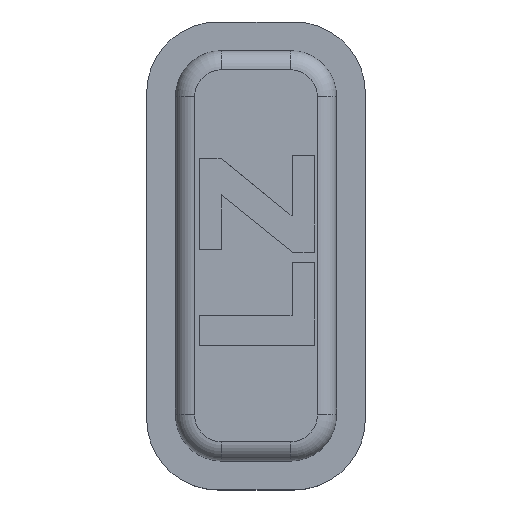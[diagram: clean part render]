
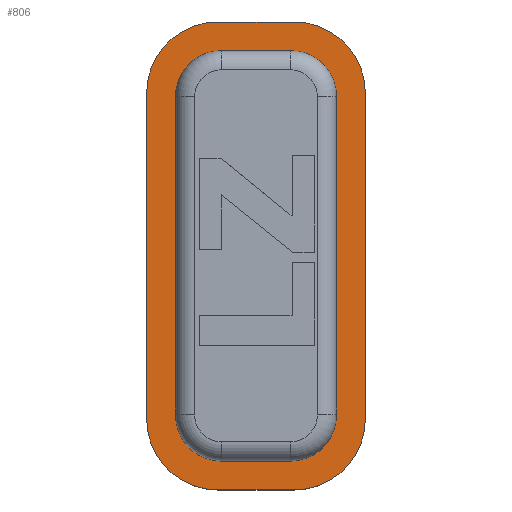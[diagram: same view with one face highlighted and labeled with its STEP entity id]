
A CAD part, top view. The second image highlights one B-rep face of the part: STEP entity #806.
In plain terms, the highlighted planar face has unit normal (0, 0, 1).
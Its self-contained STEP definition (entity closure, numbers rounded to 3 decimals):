
#16=FACE_BOUND('',#156,.T.);
#37=CIRCLE('',#852,1.2);
#38=CIRCLE('',#855,1.2);
#39=CIRCLE('',#860,1.2);
#40=CIRCLE('',#863,1.2);
#42=CIRCLE('',#867,1.85);
#44=CIRCLE('',#871,1.85);
#46=CIRCLE('',#875,1.85);
#48=CIRCLE('',#879,1.85);
#108=FACE_OUTER_BOUND('',#155,.T.);
#155=EDGE_LOOP('',(#717,#718,#719,#720,#721,#722,#723,#724));
#156=EDGE_LOOP('',(#725,#726,#727,#728,#729,#730,#731,#732));
#216=LINE('',#1270,#300);
#219=LINE('',#1278,#303);
#221=LINE('',#1284,#305);
#223=LINE('',#1290,#307);
#227=LINE('',#1301,#311);
#231=LINE('',#1313,#315);
#235=LINE('',#1325,#319);
#239=LINE('',#1337,#323);
#300=VECTOR('',#1033,10.);
#303=VECTOR('',#1042,10.);
#305=VECTOR('',#1048,10.);
#307=VECTOR('',#1056,10.);
#311=VECTOR('',#1066,10.);
#315=VECTOR('',#1078,10.);
#319=VECTOR('',#1090,10.);
#323=VECTOR('',#1102,10.);
#373=VERTEX_POINT('',#1262);
#374=VERTEX_POINT('',#1264);
#375=VERTEX_POINT('',#1268);
#376=VERTEX_POINT('',#1272);
#377=VERTEX_POINT('',#1276);
#378=VERTEX_POINT('',#1281);
#379=VERTEX_POINT('',#1283);
#380=VERTEX_POINT('',#1289);
#383=VERTEX_POINT('',#1298);
#384=VERTEX_POINT('',#1300);
#386=VERTEX_POINT('',#1306);
#388=VERTEX_POINT('',#1312);
#390=VERTEX_POINT('',#1318);
#392=VERTEX_POINT('',#1324);
#394=VERTEX_POINT('',#1330);
#396=VERTEX_POINT('',#1336);
#470=EDGE_CURVE('',#374,#373,#37,.T.);
#473=EDGE_CURVE('',#373,#375,#216,.T.);
#475=EDGE_CURVE('',#375,#376,#38,.T.);
#477=EDGE_CURVE('',#376,#377,#219,.T.);
#479=EDGE_CURVE('',#379,#378,#221,.T.);
#481=EDGE_CURVE('',#377,#379,#39,.T.);
#482=EDGE_CURVE('',#380,#374,#223,.T.);
#484=EDGE_CURVE('',#378,#380,#40,.T.);
#487=EDGE_CURVE('',#384,#383,#227,.T.);
#490=EDGE_CURVE('',#386,#384,#42,.T.);
#493=EDGE_CURVE('',#388,#386,#231,.T.);
#496=EDGE_CURVE('',#390,#388,#44,.T.);
#499=EDGE_CURVE('',#392,#390,#235,.T.);
#502=EDGE_CURVE('',#394,#392,#46,.T.);
#505=EDGE_CURVE('',#396,#394,#239,.T.);
#508=EDGE_CURVE('',#383,#396,#48,.T.);
#717=ORIENTED_EDGE('',*,*,#508,.T.);
#718=ORIENTED_EDGE('',*,*,#505,.T.);
#719=ORIENTED_EDGE('',*,*,#502,.T.);
#720=ORIENTED_EDGE('',*,*,#499,.T.);
#721=ORIENTED_EDGE('',*,*,#496,.T.);
#722=ORIENTED_EDGE('',*,*,#493,.T.);
#723=ORIENTED_EDGE('',*,*,#490,.T.);
#724=ORIENTED_EDGE('',*,*,#487,.T.);
#725=ORIENTED_EDGE('',*,*,#479,.T.);
#726=ORIENTED_EDGE('',*,*,#484,.T.);
#727=ORIENTED_EDGE('',*,*,#482,.T.);
#728=ORIENTED_EDGE('',*,*,#470,.T.);
#729=ORIENTED_EDGE('',*,*,#473,.T.);
#730=ORIENTED_EDGE('',*,*,#475,.T.);
#731=ORIENTED_EDGE('',*,*,#477,.T.);
#732=ORIENTED_EDGE('',*,*,#481,.T.);
#761=PLANE('',#881);
#806=ADVANCED_FACE('',(#108,#16),#761,.F.);
#852=AXIS2_PLACEMENT_3D('',#1265,#1027,#1028);
#855=AXIS2_PLACEMENT_3D('',#1274,#1037,#1038);
#860=AXIS2_PLACEMENT_3D('',#1287,#1052,#1053);
#863=AXIS2_PLACEMENT_3D('',#1293,#1060,#1061);
#867=AXIS2_PLACEMENT_3D('',#1307,#1072,#1073);
#871=AXIS2_PLACEMENT_3D('',#1319,#1084,#1085);
#875=AXIS2_PLACEMENT_3D('',#1331,#1096,#1097);
#879=AXIS2_PLACEMENT_3D('',#1341,#1108,#1109);
#881=AXIS2_PLACEMENT_3D('',#1343,#1112,#1113);
#1027=DIRECTION('center_axis',(0.,0.,-1.));
#1028=DIRECTION('ref_axis',(-1.,0.,0.));
#1033=DIRECTION('',(0.,1.,0.));
#1037=DIRECTION('center_axis',(0.,0.,-1.));
#1038=DIRECTION('ref_axis',(0.,1.,0.));
#1042=DIRECTION('',(1.,0.,0.));
#1048=DIRECTION('',(0.,-1.,0.));
#1052=DIRECTION('center_axis',(0.,0.,-1.));
#1053=DIRECTION('ref_axis',(1.,0.,0.));
#1056=DIRECTION('',(-1.,0.,0.));
#1060=DIRECTION('center_axis',(0.,0.,-1.));
#1061=DIRECTION('ref_axis',(0.,-1.,0.));
#1066=DIRECTION('',(0.,1.,0.));
#1072=DIRECTION('center_axis',(0.,0.,1.));
#1073=DIRECTION('ref_axis',(1.,0.,0.));
#1078=DIRECTION('',(1.,0.,0.));
#1084=DIRECTION('center_axis',(0.,0.,1.));
#1085=DIRECTION('ref_axis',(0.,-1.,0.));
#1090=DIRECTION('',(0.,-1.,0.));
#1096=DIRECTION('center_axis',(0.,0.,1.));
#1097=DIRECTION('ref_axis',(-1.,0.,0.));
#1102=DIRECTION('',(-1.,0.,0.));
#1108=DIRECTION('center_axis',(0.,0.,1.));
#1109=DIRECTION('ref_axis',(0.,1.,0.));
#1112=DIRECTION('center_axis',(0.,0.,-1.));
#1113=DIRECTION('ref_axis',(1.,0.,0.));
#1262=CARTESIAN_POINT('',(-10.563,4.241,-1.651));
#1264=CARTESIAN_POINT('',(-9.363,3.041,-1.651));
#1265=CARTESIAN_POINT('Origin',(-9.363,4.241,-1.651));
#1268=CARTESIAN_POINT('',(-10.563,12.541,-1.651));
#1270=CARTESIAN_POINT('',(-10.563,6.316,-1.651));
#1272=CARTESIAN_POINT('',(-9.363,13.741,-1.651));
#1274=CARTESIAN_POINT('Origin',(-9.363,12.541,-1.651));
#1276=CARTESIAN_POINT('',(-7.563,13.741,-1.651));
#1278=CARTESIAN_POINT('',(-8.913,13.741,-1.651));
#1281=CARTESIAN_POINT('',(-6.363,4.241,-1.651));
#1283=CARTESIAN_POINT('',(-6.363,12.541,-1.651));
#1284=CARTESIAN_POINT('',(-6.363,10.466,-1.651));
#1287=CARTESIAN_POINT('Origin',(-7.563,12.541,-1.651));
#1289=CARTESIAN_POINT('',(-7.563,3.041,-1.651));
#1290=CARTESIAN_POINT('',(-8.013,3.041,-1.651));
#1293=CARTESIAN_POINT('Origin',(-7.563,4.241,-1.651));
#1298=CARTESIAN_POINT('',(-5.613,12.641,-1.651));
#1300=CARTESIAN_POINT('',(-5.613,4.141,-1.651));
#1301=CARTESIAN_POINT('',(-5.613,12.641,-1.651));
#1306=CARTESIAN_POINT('',(-7.463,2.291,-1.651));
#1307=CARTESIAN_POINT('Origin',(-7.463,4.141,-1.651));
#1312=CARTESIAN_POINT('',(-9.463,2.291,-1.651));
#1313=CARTESIAN_POINT('',(-7.463,2.291,-1.651));
#1318=CARTESIAN_POINT('',(-11.313,4.141,-1.651));
#1319=CARTESIAN_POINT('Origin',(-9.463,4.141,-1.651));
#1324=CARTESIAN_POINT('',(-11.313,12.641,-1.651));
#1325=CARTESIAN_POINT('',(-11.313,4.141,-1.651));
#1330=CARTESIAN_POINT('',(-9.463,14.491,-1.651));
#1331=CARTESIAN_POINT('Origin',(-9.463,12.641,-1.651));
#1336=CARTESIAN_POINT('',(-7.463,14.491,-1.651));
#1337=CARTESIAN_POINT('',(-9.463,14.491,-1.651));
#1341=CARTESIAN_POINT('Origin',(-7.463,12.641,-1.651));
#1343=CARTESIAN_POINT('Origin',(-8.463,8.391,-1.651));
